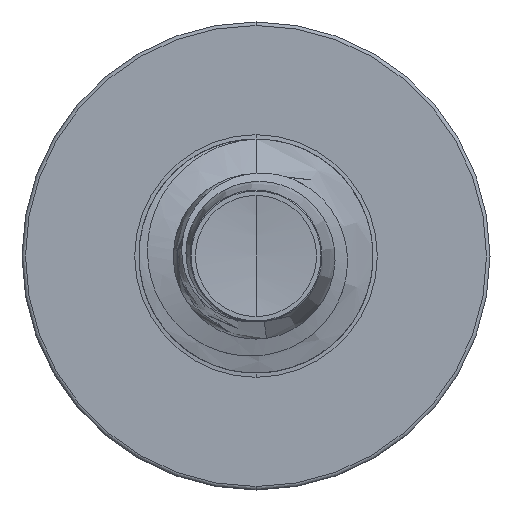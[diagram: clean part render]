
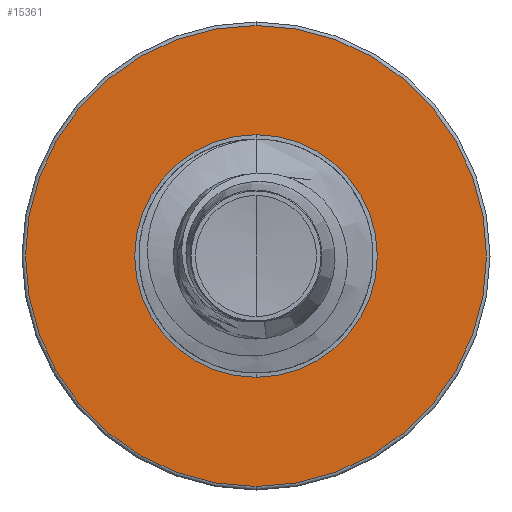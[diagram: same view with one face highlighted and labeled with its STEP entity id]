
A CAD part, front view. The second image highlights one B-rep face of the part: STEP entity #15361.
In plain terms, the highlighted planar face has unit normal (0, -1, 0).
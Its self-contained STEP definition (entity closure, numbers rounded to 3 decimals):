
#212 = DIRECTION ( 'NONE',  ( 0., 0., 1. ) ) ;
#218 = DIRECTION ( 'NONE',  ( 0., 1., 0. ) ) ;
#244 = CARTESIAN_POINT ( 'NONE',  ( 0., 11., 0. ) ) ;
#611 = VERTEX_POINT ( 'NONE', #7528 ) ;
#714 = FACE_BOUND ( 'NONE', #1841, .T. ) ;
#934 = EDGE_CURVE ( 'NONE', #4636, #611, #3203, .T. ) ;
#1690 = PLANE ( 'NONE',  #18623 ) ;
#1841 = EDGE_LOOP ( 'NONE', ( #5947, #3221 ) ) ;
#1857 = CARTESIAN_POINT ( 'NONE',  ( 0., 11., 1.296 ) ) ;
#1996 = DIRECTION ( 'NONE',  ( 0., 0., 1. ) ) ;
#2035 = DIRECTION ( 'NONE',  ( 0., 1., 0. ) ) ;
#2074 = CARTESIAN_POINT ( 'NONE',  ( 0., 11., 0. ) ) ;
#2328 = CARTESIAN_POINT ( 'NONE',  ( 0., 11., -2.462 ) ) ;
#2861 = VERTEX_POINT ( 'NONE', #12670 ) ;
#3203 = CIRCLE ( 'NONE', #15110, 2.462 ) ;
#3221 = ORIENTED_EDGE ( 'NONE', *, *, #4702, .T. ) ;
#3353 = EDGE_CURVE ( 'NONE', #611, #4636, #16622, .T. ) ;
#4188 = EDGE_CURVE ( 'NONE', #13284, #2861, #15598, .T. ) ;
#4636 = VERTEX_POINT ( 'NONE', #2328 ) ;
#4702 = EDGE_CURVE ( 'NONE', #2861, #13284, #9961, .T. ) ;
#5921 = DIRECTION ( 'NONE',  ( 0., 0., 1. ) ) ;
#5947 = ORIENTED_EDGE ( 'NONE', *, *, #4188, .T. ) ;
#5955 = DIRECTION ( 'NONE',  ( 0., 1., 0. ) ) ;
#5983 = CARTESIAN_POINT ( 'NONE',  ( 0., 11., 0. ) ) ;
#7528 = CARTESIAN_POINT ( 'NONE',  ( 0., 11., 2.463 ) ) ;
#8762 = ORIENTED_EDGE ( 'NONE', *, *, #934, .F. ) ;
#9006 = DIRECTION ( 'NONE',  ( 0., 0., 1. ) ) ;
#9013 = DIRECTION ( 'NONE',  ( 0., 1., 0. ) ) ;
#9039 = CARTESIAN_POINT ( 'NONE',  ( 0., 11., 0. ) ) ;
#9961 = CIRCLE ( 'NONE', #11426, 1.296 ) ;
#11426 = AXIS2_PLACEMENT_3D ( 'NONE', #2074, #2035, #1996 ) ;
#12139 = EDGE_LOOP ( 'NONE', ( #15977, #8762 ) ) ;
#12670 = CARTESIAN_POINT ( 'NONE',  ( 0., 11., -1.296 ) ) ;
#13284 = VERTEX_POINT ( 'NONE', #1857 ) ;
#14392 = DIRECTION ( 'NONE',  ( 0., 0., 1. ) ) ;
#15110 = AXIS2_PLACEMENT_3D ( 'NONE', #244, #218, #212 ) ;
#15361 = ADVANCED_FACE ( 'NONE', ( #17653, #714 ), #1690, .F. ) ;
#15408 = DIRECTION ( 'NONE',  ( 0., 1., 0. ) ) ;
#15495 = AXIS2_PLACEMENT_3D ( 'NONE', #5983, #5955, #5921 ) ;
#15598 = CIRCLE ( 'NONE', #15495, 1.296 ) ;
#15977 = ORIENTED_EDGE ( 'NONE', *, *, #3353, .F. ) ;
#16622 = CIRCLE ( 'NONE', #18028, 2.462 ) ;
#17653 = FACE_OUTER_BOUND ( 'NONE', #12139, .T. ) ;
#18028 = AXIS2_PLACEMENT_3D ( 'NONE', #9039, #9013, #9006 ) ;
#18623 = AXIS2_PLACEMENT_3D ( 'NONE', #18697, #15408, #14392 ) ;
#18697 = CARTESIAN_POINT ( 'NONE',  ( 0., 11., -1.296 ) ) ;
